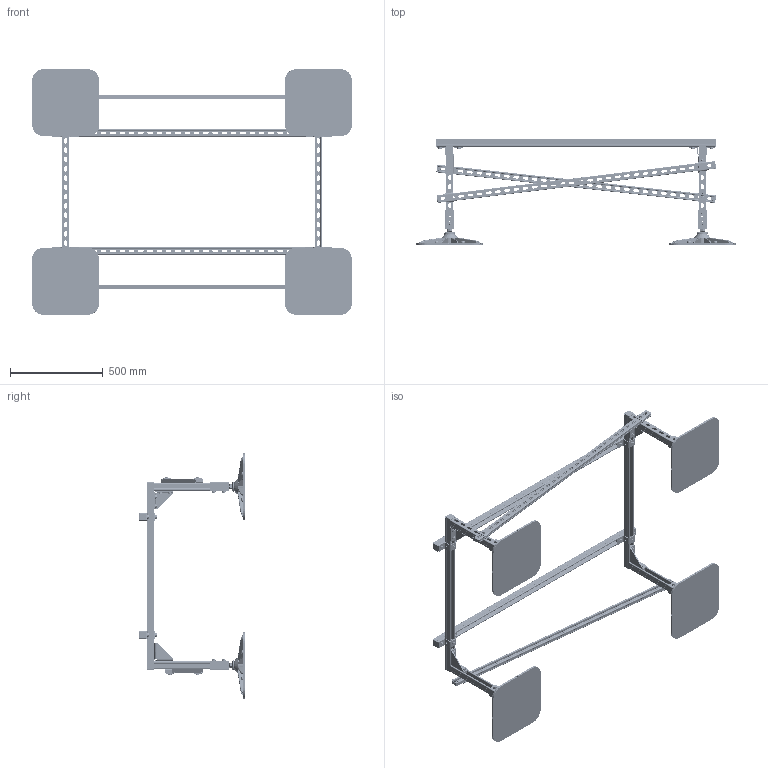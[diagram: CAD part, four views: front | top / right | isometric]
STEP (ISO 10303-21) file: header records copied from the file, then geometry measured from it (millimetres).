
FILE_DESCRIPTION(/* description */ (''),/* implementation_level */ '2;1');
FILE_NAME(/* name */ 'KM-TR-F-SSEI-1000x1500.iam.stp',/* time_stamp */ '2024-05-20T13:05:35+03:00',/* author */ ('Ртищев А.О.'),/* organization */ (''),/* preprocessor_version */ 'ST-DEVELOPER v19.2',/* originating_system */ 'Autodesk Inventor 2023',/* authorisation */ '');
FILE_SCHEMA (('AUTOMOTIVE_DESIGN { 1 0 10303 214 3 1 1 }'));
Products named in the file (30): 435001.00-02; СДЕН.304110.1000.250; СДЕН.435001.05.01.400-01; KM-TR-F-KOP41-41; СДЕН433103.03; 433103.04; 433103.05 Шайба сфера; DIN 934 - M16; СДЕН.433103.02; 433103.06 Шайба сфера 
большая; DIN 933 - M16  x 60; СДЕН.433103.01; СДЕН.304110.0400.250; СДЕН.435001.05.02; СДЕН.308130.001; СДЕН.304110.1500.250; СДЕН.435001.05.03; СДЕН.308010.41; DIN 125-2 - A 10,5; DIN 933 - M10  x 30; 450210.10 Гайка канальная 
М10, GK10; 435001.05.04; СДЕН.308240.001; DIN 125 - A 10,5; DIN 933 - M10  x 40; DIN 127 - A 10; DIN 6923 - M10; СДЕН.302110.1500.250; 30843.41; 30843.21
Assembly tree (84 placements, depth 4):
  435001.00-02
    СДЕН.435001.05.01.400-01  x4
      KM-TR-F-KOP41-41
        СДЕН433103.03
        433103.04
        433103.05 Шайба сфера
        DIN 934 - M16
        СДЕН.433103.02
        433103.06 Шайба сфера 
большая
        DIN 933 - M16  x 60
        СДЕН.433103.01
      СДЕН.304110.0400.250
      450210.10 Гайка канальная 
М10, GK10
      DIN 125-2 - A 10,5
      DIN 127 - A 10
      DIN 933 - M10  x 30
      СДЕН.435001.05.02
        СДЕН.308130.001
        DIN 125-2 - A 10,5  x4
        DIN 127 - A 10  x4
        DIN 933 - M10  x 30  x4
        450210.10 Гайка канальная 
М10, GK10  x4
    СДЕН.304110.1000.250  x2
    СДЕН.304110.1500.250  x2
    СДЕН.435001.05.03  x4
      СДЕН.308010.41
      DIN 125-2 - A 10,5
      DIN 127 - A 10
      DIN 933 - M10  x 30
      450210.10 Гайка канальная 
М10, GK10
    435001.05.04  x4
      СДЕН.308240.001
      DIN 125 - A 10,5
      DIN 933 - M10  x 40
      DIN 127 - A 10
      DIN 6923 - M10
    СДЕН.302110.1500.250  x2
    30843.41  x8
    30843.21  x4
Bounding box: 1721.2 x 569.6 x 1321.5 mm (x, y, z)
Volume: 9707046.9 mm3; surface area: 5824660 mm2
Topology: 230 solids, 230 shells, 11612 faces, 30552 edges, 20136 vertices
Faces by surface type: plane 5736, cylinder 4608, torus 676, cone 404, sphere 96, bspline 92
Full cylindrical faces by diameter (mm): 8.376 x4, 9.188 x40, 10 x76, 10.5 x40, 13 x20, 13.835 x4, 14 x20, 14.917 x4, 15.4 x40, 16 x4, 16.5 x8, 18 x4, 20 x104, 22 x4, 33 x4, 38 x4, 56 x4, 63 x4, 78 x4
Entity records: 76617 total; most frequent: CARTESIAN_POINT 19332, ORIENTED_EDGE 11588, DIRECTION 11404, EDGE_CURVE 5794, AXIS2_PLACEMENT_3D 4123, VERTEX_POINT 3853, LINE 3158, VECTOR 3158
